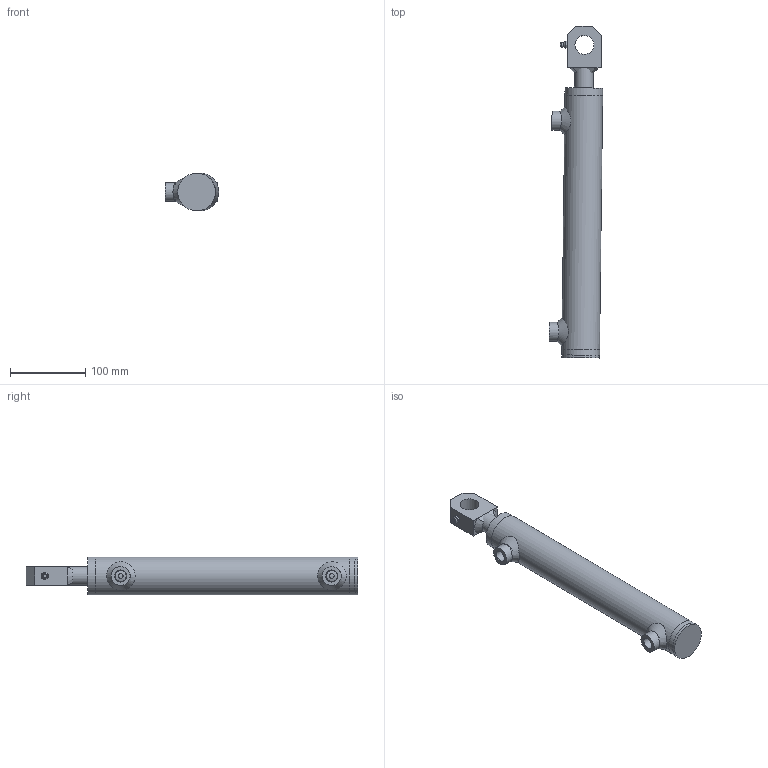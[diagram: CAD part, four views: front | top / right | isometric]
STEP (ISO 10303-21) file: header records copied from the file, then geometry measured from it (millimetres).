
FILE_DESCRIPTION(/* description */ (''),/* implementation_level */ '2;1');
FILE_NAME(/* name */ 'CY0400250250P25A00-1.stp',/* time_stamp */ '2022-07-07T12:58:17+02:00',/* author */ ('msn'),/* organization */ (''),/* preprocessor_version */ 'ST-DEVELOPER v19',/* originating_system */ 'Autodesk Inventor 2023',/* authorisation */ '');
FILE_SCHEMA (('AUTOMOTIVE_DESIGN { 1 0 10303 214 3 1 1 }'));
Length unit declared in the file: millimetre
Products named in the file (9): CY0400250250P25A00-1; CY0400250250P25A00-1_1; end-plug; ind skruenign; rør; stang; bødsning; NBAFSI000025; CSN 02 7421 - M8 x 1coned short
Assembly tree (9 placements, depth 2):
  CY0400250250P25A00-1
    CY0400250250P25A00-1_1
    end-plug
    ind skruenign
    rør
    stang
    bødsning  x2
    NBAFSI000025
    CSN 02 7421 - M8 x 1coned short
Bounding box: 70.93 x 440.43 x 50 mm (x, y, z)
Volume: 516582.9 mm3; surface area: 163358.3 mm2
Topology: 12 solids, 12 shells, 95 faces, 208 edges, 133 vertices
Faces by surface type: plane 38, cylinder 27, cone 25, bspline 2, torus 2, sphere 1
Full cylindrical faces by diameter (mm): 4 x1, 6 x2, 6.647 x1, 8 x1, 14.95 x2, 20.95 x2, 25 x6, 25.2 x1, 40 x2, 45 x1, 50 x4
Entity records: 3847 total; most frequent: CARTESIAN_POINT 1600, DIRECTION 418, ORIENTED_EDGE 386, EDGE_CURVE 193, AXIS2_PLACEMENT_3D 173, VERTEX_POINT 125, EDGE_LOOP 106, FACE_OUTER_BOUND 87
